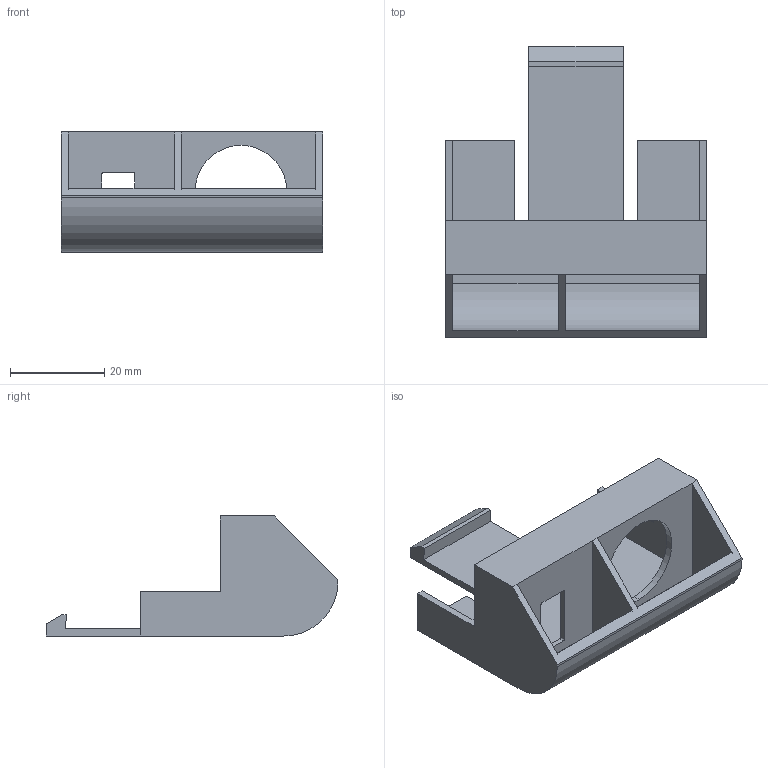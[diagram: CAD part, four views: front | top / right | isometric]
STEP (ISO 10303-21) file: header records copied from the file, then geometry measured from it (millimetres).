
FILE_DESCRIPTION(('FreeCAD Model'),'2;1');
FILE_NAME('Open CASCADE Shape Model','2024-04-24T20:52:04',('Author'),( ''),'Open CASCADE STEP processor 7.6','FreeCAD','Unknown');
FILE_SCHEMA(('AUTOMOTIVE_DESIGN { 1 0 10303 214 1 1 1 1 }'));
Length unit declared in the file: millimetre
Products named in the file (1): Cut
Bounding box: 55.5 x 62 x 25.5 mm (x, y, z)
Volume: 9209 mm3; surface area: 12969.2 mm2
Topology: 1 solids, 1 shells, 92 faces, 257 edges, 170 vertices
Faces by surface type: plane 77, cylinder 15
Entity records: 2957 total; most frequent: CARTESIAN_POINT 520, ORIENTED_EDGE 514, DIRECTION 473, EDGE_CURVE 257, LINE 227, VECTOR 227, VERTEX_POINT 170, AXIS2_PLACEMENT_3D 123
